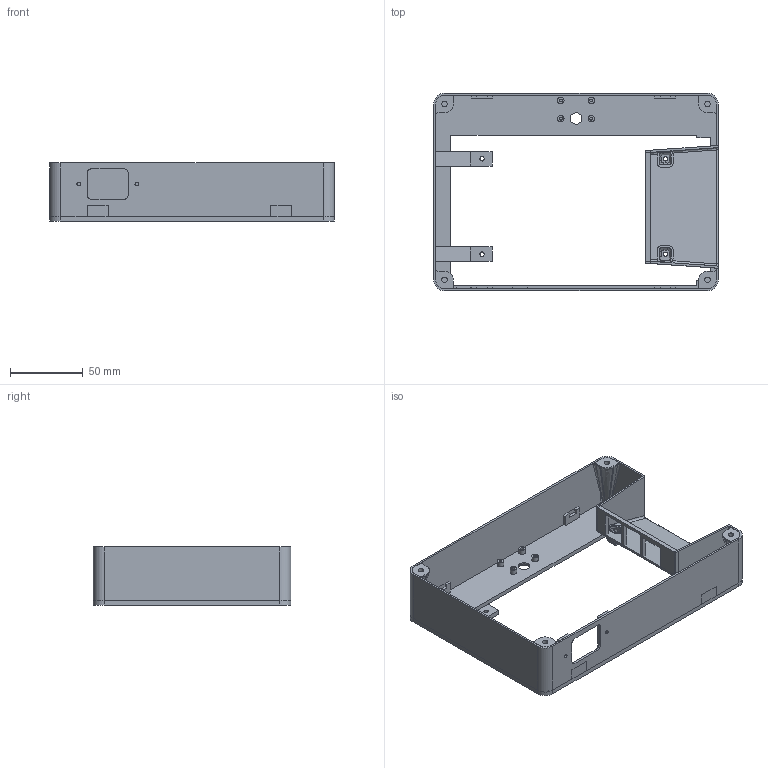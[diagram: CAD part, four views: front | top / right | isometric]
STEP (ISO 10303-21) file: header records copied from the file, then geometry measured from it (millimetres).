
FILE_DESCRIPTION(('FreeCAD Model'),'2;1');
FILE_NAME('ver4_main_case_3dprint.step','2019-04-01T02:24:54',('Anool'),('Wyolum'), 'Open CASCADE STEP processor 7.3','FreeCAD','Unknown');
FILE_SCHEMA(('AUTOMOTIVE_DESIGN { 1 0 10303 214 1 1 1 1 }'));
Length unit declared in the file: millimetre
Products named in the file (7): Extrude001; Body002_PILLAR_(Mirror_#2); Body002_PILLAR; Body002_PILLAR_(Mirror_#4); Body002_PILLAR_(Mirror_#3); Body012; Fillet001
Bounding box: 196.02 x 136 x 40 mm (x, y, z)
Volume: 82752.4 mm3; surface area: 86449.9 mm2
Topology: 8 solids, 8 shells, 426 faces, 1080 edges, 681 vertices
Faces by surface type: plane 185, bspline 185, cylinder 55, torus 1
Full cylindrical faces by diameter (mm): 2 x4, 2.5 x4, 3 x4, 3.8 x4, 4.5 x4, 8 x1
Entity records: 15752 total; most frequent: CARTESIAN_POINT 6399, ORIENTED_EDGE 2160, DIRECTION 1427, EDGE_CURVE 1080, VERTEX_POINT 681, LINE 577, VECTOR 577, FACE_BOUND 459
